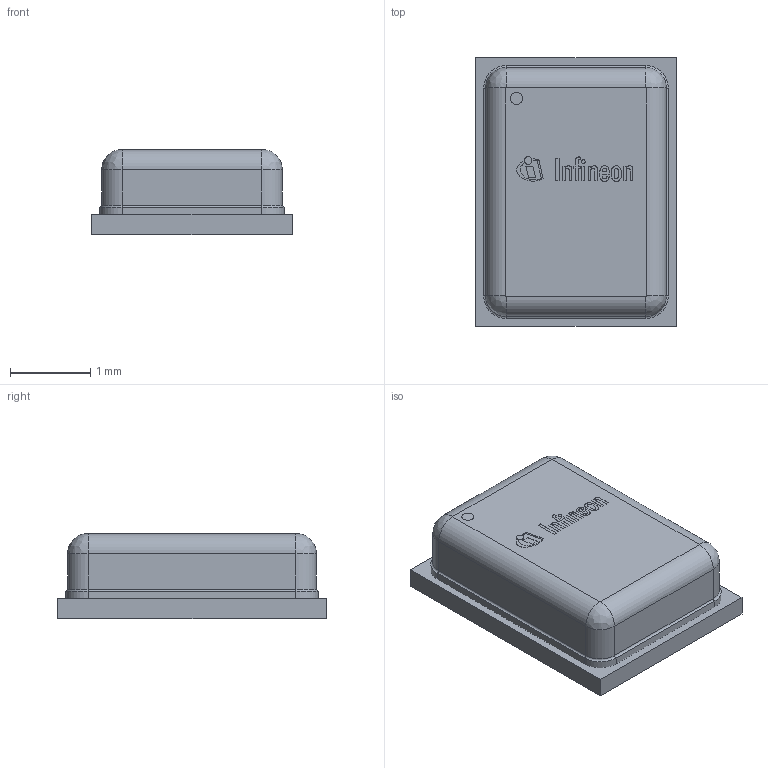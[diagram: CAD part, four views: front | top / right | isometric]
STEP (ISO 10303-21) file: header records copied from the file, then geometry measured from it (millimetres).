
FILE_DESCRIPTION(/* description */ (''),/* implementation_level */ '2;1');
FILE_NAME(/* name */ 'PG-TLGA-4-2_Z8B00235481_V03_3D.stp',/* time_stamp */ '2022-09-30T15:39:13+05:00',/* author */ ('janartha'),/* organization */ (''),/* preprocessor_version */ 'ST-DEVELOPER v16.13',/* originating_system */ 'AutoCAD Mechanical',/* authorisation */ '');
FILE_SCHEMA (('AUTOMOTIVE_DESIGN { 1 0 10303 214 3 1 1 }'));
Length unit declared in the file: millimetre
Products named in the file (1): Product
Bounding box: 2.5 x 3.35 x 1.06 mm (x, y, z)
Volume: 7.6 mm3; surface area: 47.1 mm2
Topology: 20 solids, 20 shells, 210 faces, 469 edges, 306 vertices
Faces by surface type: plane 154, cylinder 30, bspline 22, torus 4
Full cylindrical faces by diameter (mm): 0.046 x1, 0.094 x1, 0.15 x2, 0.4 x2, 0.6 x2, 0.95 x2, 1.55 x2
Entity records: 5896 total; most frequent: CARTESIAN_POINT 1368, ORIENTED_EDGE 906, DIRECTION 859, EDGE_CURVE 453, LINE 353, VECTOR 353, VERTEX_POINT 302, AXIS2_PLACEMENT_3D 253
